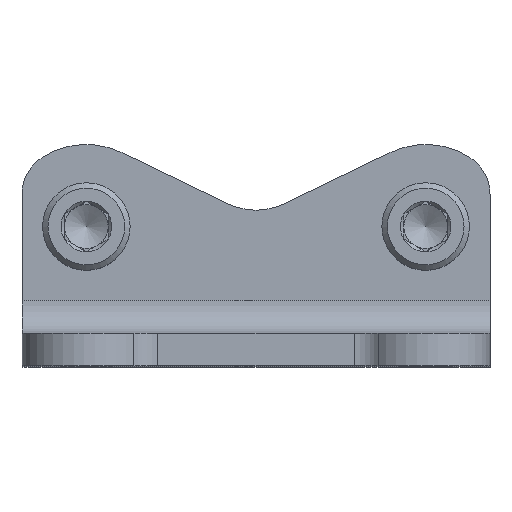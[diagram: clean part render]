
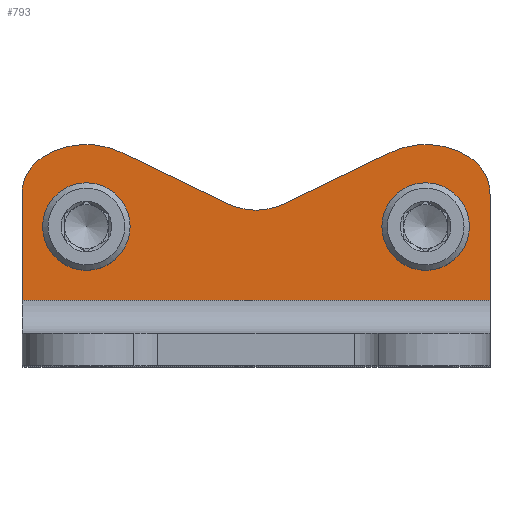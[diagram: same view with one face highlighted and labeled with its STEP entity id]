
A CAD part, top view. The second image highlights one B-rep face of the part: STEP entity #793.
In plain terms, the highlighted face is planar.
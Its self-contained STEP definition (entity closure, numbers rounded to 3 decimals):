
#93=CIRCLE('',#883,5.5);
#94=CIRCLE('',#884,5.5);
#95=CIRCLE('',#885,8.);
#96=CIRCLE('',#886,15.);
#97=CIRCLE('',#887,12.);
#98=CIRCLE('',#888,15.);
#99=CIRCLE('',#889,8.);
#160=ORIENTED_EDGE('',*,*,#370,.T.);
#161=ORIENTED_EDGE('',*,*,#371,.T.);
#162=ORIENTED_EDGE('',*,*,#372,.F.);
#163=ORIENTED_EDGE('',*,*,#373,.F.);
#164=ORIENTED_EDGE('',*,*,#374,.T.);
#165=ORIENTED_EDGE('',*,*,#375,.T.);
#166=ORIENTED_EDGE('',*,*,#376,.T.);
#167=ORIENTED_EDGE('',*,*,#377,.F.);
#168=ORIENTED_EDGE('',*,*,#378,.F.);
#169=ORIENTED_EDGE('',*,*,#348,.F.);
#170=ORIENTED_EDGE('',*,*,#379,.T.);
#171=ORIENTED_EDGE('',*,*,#357,.T.);
#348=EDGE_CURVE('',#454,#455,#524,.T.);
#357=EDGE_CURVE('',#464,#463,#531,.T.);
#370=EDGE_CURVE('',#474,#474,#93,.T.);
#371=EDGE_CURVE('',#475,#475,#94,.T.);
#372=EDGE_CURVE('',#476,#463,#95,.T.);
#373=EDGE_CURVE('',#477,#476,#96,.T.);
#374=EDGE_CURVE('',#477,#478,#536,.T.);
#375=EDGE_CURVE('',#478,#479,#97,.T.);
#376=EDGE_CURVE('',#479,#480,#537,.T.);
#377=EDGE_CURVE('',#481,#480,#98,.T.);
#378=EDGE_CURVE('',#455,#481,#99,.T.);
#379=EDGE_CURVE('',#454,#464,#538,.T.);
#454=VERTEX_POINT('',#1254);
#455=VERTEX_POINT('',#1256);
#463=VERTEX_POINT('',#1273);
#464=VERTEX_POINT('',#1275);
#474=VERTEX_POINT('',#1300);
#475=VERTEX_POINT('',#1302);
#476=VERTEX_POINT('',#1304);
#477=VERTEX_POINT('',#1306);
#478=VERTEX_POINT('',#1308);
#479=VERTEX_POINT('',#1310);
#480=VERTEX_POINT('',#1312);
#481=VERTEX_POINT('',#1314);
#524=LINE('',#1255,#574);
#531=LINE('',#1274,#581);
#536=LINE('',#1307,#586);
#537=LINE('',#1311,#587);
#538=LINE('',#1316,#588);
#574=VECTOR('',#985,1000.);
#581=VECTOR('',#998,1000.);
#586=VECTOR('',#1031,1000.);
#587=VECTOR('',#1034,1000.);
#588=VECTOR('',#1039,1000.);
#626=EDGE_LOOP('',(#160));
#627=EDGE_LOOP('',(#161));
#628=EDGE_LOOP('',(#162,#163,#164,#165,#166,#167,#168,#169,#170,#171));
#698=FACE_BOUND('',#626,.T.);
#699=FACE_BOUND('',#627,.T.);
#700=FACE_BOUND('',#628,.T.);
#769=PLANE('',#882);
#793=ADVANCED_FACE('',(#698,#699,#700),#769,.F.);
#882=AXIS2_PLACEMENT_3D('',#1298,#1021,#1022);
#883=AXIS2_PLACEMENT_3D('',#1299,#1023,#1024);
#884=AXIS2_PLACEMENT_3D('',#1301,#1025,#1026);
#885=AXIS2_PLACEMENT_3D('',#1303,#1027,#1028);
#886=AXIS2_PLACEMENT_3D('',#1305,#1029,#1030);
#887=AXIS2_PLACEMENT_3D('',#1309,#1032,#1033);
#888=AXIS2_PLACEMENT_3D('',#1313,#1035,#1036);
#889=AXIS2_PLACEMENT_3D('',#1315,#1037,#1038);
#985=DIRECTION('',(0.,1.,0.));
#998=DIRECTION('',(0.,1.,0.));
#1021=DIRECTION('',(0.,0.,1.));
#1022=DIRECTION('',(1.,0.,0.));
#1023=DIRECTION('',(0.,0.,1.));
#1024=DIRECTION('',(1.,0.,0.));
#1025=DIRECTION('',(0.,0.,1.));
#1026=DIRECTION('',(1.,0.,0.));
#1027=DIRECTION('',(0.,0.,1.));
#1028=DIRECTION('',(1.,0.,0.));
#1029=DIRECTION('',(0.,0.,1.));
#1030=DIRECTION('',(1.,0.,0.));
#1031=DIRECTION('',(0.9,-0.435,0.));
#1032=DIRECTION('',(0.,0.,1.));
#1033=DIRECTION('',(1.,0.,0.));
#1034=DIRECTION('',(0.9,0.435,0.));
#1035=DIRECTION('',(0.,0.,1.));
#1036=DIRECTION('',(1.,0.,0.));
#1037=DIRECTION('',(0.,0.,1.));
#1038=DIRECTION('',(1.,0.,0.));
#1039=DIRECTION('',(-1.,0.,0.));
#1254=CARTESIAN_POINT('',(42.75,12.,-6.));
#1255=CARTESIAN_POINT('',(42.75,12.,-6.));
#1256=CARTESIAN_POINT('',(42.75,31.411,-6.));
#1273=CARTESIAN_POINT('',(-42.75,31.411,-6.));
#1274=CARTESIAN_POINT('',(-42.75,12.,-6.));
#1275=CARTESIAN_POINT('',(-42.75,12.,-6.));
#1298=CARTESIAN_POINT('',(42.75,12.,-6.));
#1299=CARTESIAN_POINT('',(-31.,25.5,-6.));
#1300=CARTESIAN_POINT('',(-25.5,25.5,-6.));
#1301=CARTESIAN_POINT('',(31.,25.5,-6.));
#1302=CARTESIAN_POINT('',(36.5,25.5,-6.));
#1303=CARTESIAN_POINT('',(-34.75,31.411,-6.));
#1304=CARTESIAN_POINT('',(-39.036,38.166,-6.));
#1305=CARTESIAN_POINT('',(-31.,25.5,-6.));
#1306=CARTESIAN_POINT('',(-24.47,39.004,-6.));
#1307=CARTESIAN_POINT('',(40.593,7.54,-6.));
#1308=CARTESIAN_POINT('',(-5.224,29.697,-6.));
#1309=CARTESIAN_POINT('',(0.,40.5,-6.));
#1310=CARTESIAN_POINT('',(5.224,29.697,-6.));
#1311=CARTESIAN_POINT('',(28.701,41.05,-6.));
#1312=CARTESIAN_POINT('',(24.47,39.004,-6.));
#1313=CARTESIAN_POINT('',(31.,25.5,-6.));
#1314=CARTESIAN_POINT('',(39.036,38.166,-6.));
#1315=CARTESIAN_POINT('',(34.75,31.411,-6.));
#1316=CARTESIAN_POINT('',(42.75,12.,-6.));
